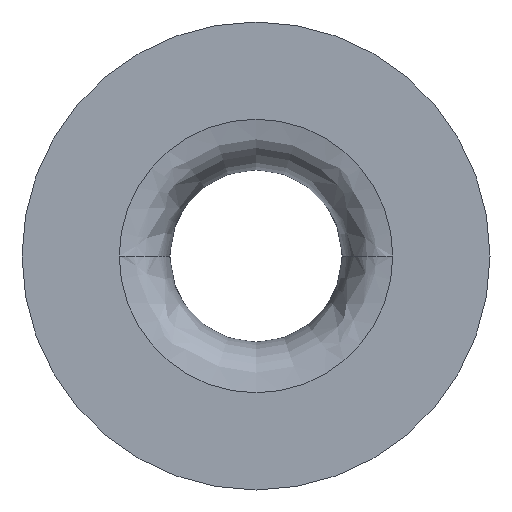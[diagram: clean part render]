
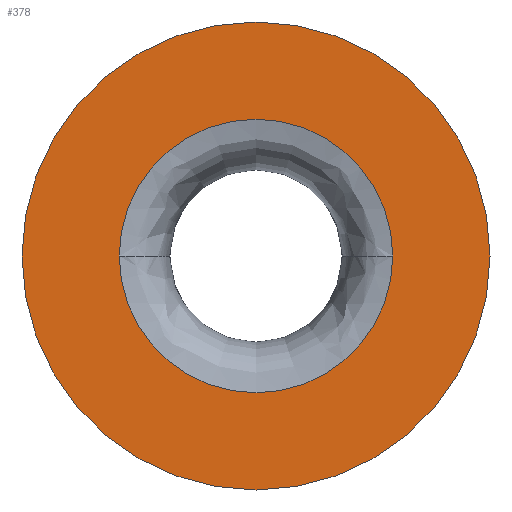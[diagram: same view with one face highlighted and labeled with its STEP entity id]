
A CAD part, front view. The second image highlights one B-rep face of the part: STEP entity #378.
In plain terms, the highlighted planar face has unit normal (0, -1, 0).
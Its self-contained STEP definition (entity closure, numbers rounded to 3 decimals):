
#6 = DIRECTION ( 'NONE',  ( 0., -1., 0. ) ) ;
#8 = DIRECTION ( 'NONE',  ( 0., 0., -1. ) ) ;
#13 = AXIS2_PLACEMENT_3D ( 'NONE', #301, #580, #525 ) ;
#21 = VERTEX_POINT ( 'NONE', #330 ) ;
#22 = DIRECTION ( 'NONE',  ( 0., -1., 0. ) ) ;
#34 = CIRCLE ( 'NONE', #257, 19.873 ) ;
#37 = ORIENTED_EDGE ( 'NONE', *, *, #156, .T. ) ;
#66 = CARTESIAN_POINT ( 'NONE',  ( 0., 0., -34. ) ) ;
#70 = CARTESIAN_POINT ( 'NONE',  ( 0., 0., 0. ) ) ;
#102 = EDGE_LOOP ( 'NONE', ( #432, #411 ) ) ;
#108 = PLANE ( 'NONE',  #267 ) ;
#121 = DIRECTION ( 'NONE',  ( 0., -1., 0. ) ) ;
#142 = CIRCLE ( 'NONE', #289, 34. ) ;
#156 = EDGE_CURVE ( 'NONE', #196, #174, #317, .T. ) ;
#174 = VERTEX_POINT ( 'NONE', #200 ) ;
#196 = VERTEX_POINT ( 'NONE', #66 ) ;
#200 = CARTESIAN_POINT ( 'NONE',  ( 0., 0., 34. ) ) ;
#223 = VERTEX_POINT ( 'NONE', #392 ) ;
#257 = AXIS2_PLACEMENT_3D ( 'NONE', #70, #22, #8 ) ;
#259 = CARTESIAN_POINT ( 'NONE',  ( 0., 0., 0. ) ) ;
#264 = EDGE_CURVE ( 'NONE', #223, #21, #535, .T. ) ;
#267 = AXIS2_PLACEMENT_3D ( 'NONE', #292, #572, #391 ) ;
#284 = DIRECTION ( 'NONE',  ( 0., 0., -1. ) ) ;
#289 = AXIS2_PLACEMENT_3D ( 'NONE', #259, #121, #440 ) ;
#292 = CARTESIAN_POINT ( 'NONE',  ( 0., 0., 0. ) ) ;
#301 = CARTESIAN_POINT ( 'NONE',  ( 0., 0., 0. ) ) ;
#317 = CIRCLE ( 'NONE', #13, 34. ) ;
#318 = EDGE_LOOP ( 'NONE', ( #37, #490 ) ) ;
#319 = EDGE_CURVE ( 'NONE', #21, #223, #34, .T. ) ;
#324 = CARTESIAN_POINT ( 'NONE',  ( 0., 0., 0. ) ) ;
#330 = CARTESIAN_POINT ( 'NONE',  ( -19.873, 0., 0. ) ) ;
#336 = FACE_BOUND ( 'NONE', #102, .T. ) ;
#378 = ADVANCED_FACE ( 'NONE', ( #472, #336 ), #108, .T. ) ;
#390 = AXIS2_PLACEMENT_3D ( 'NONE', #324, #6, #284 ) ;
#391 = DIRECTION ( 'NONE',  ( 0., 0., -1. ) ) ;
#392 = CARTESIAN_POINT ( 'NONE',  ( 19.873, 0., 0. ) ) ;
#411 = ORIENTED_EDGE ( 'NONE', *, *, #264, .F. ) ;
#432 = ORIENTED_EDGE ( 'NONE', *, *, #319, .F. ) ;
#440 = DIRECTION ( 'NONE',  ( 0., 0., -1. ) ) ;
#472 = FACE_OUTER_BOUND ( 'NONE', #318, .T. ) ;
#490 = ORIENTED_EDGE ( 'NONE', *, *, #570, .T. ) ;
#525 = DIRECTION ( 'NONE',  ( 0., 0., -1. ) ) ;
#535 = CIRCLE ( 'NONE', #390, 19.873 ) ;
#570 = EDGE_CURVE ( 'NONE', #174, #196, #142, .T. ) ;
#572 = DIRECTION ( 'NONE',  ( 0., -1., 0. ) ) ;
#580 = DIRECTION ( 'NONE',  ( 0., -1., 0. ) ) ;
